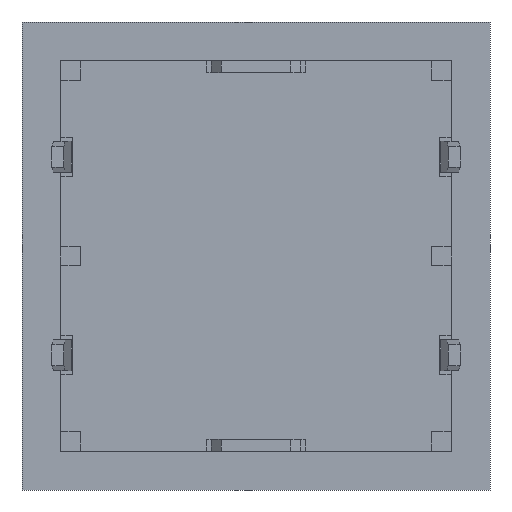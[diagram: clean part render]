
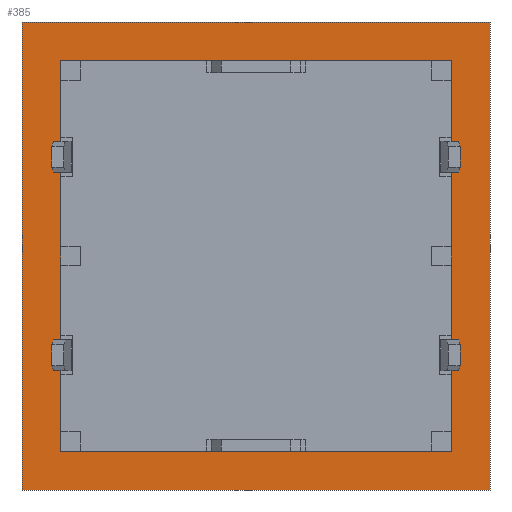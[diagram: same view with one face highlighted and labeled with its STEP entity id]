
A CAD part, front view. The second image highlights one B-rep face of the part: STEP entity #385.
In plain terms, the highlighted planar face has unit normal (0, -1, 0).
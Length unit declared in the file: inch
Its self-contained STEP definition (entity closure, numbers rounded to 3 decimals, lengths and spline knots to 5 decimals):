
#385 = ADVANCED_FACE( '', ( #613, #614 ), #615, .F. );
#613 = FACE_BOUND( '', #925, .T. );
#614 = FACE_OUTER_BOUND( '', #926, .T. );
#615 = PLANE( '', #927 );
#925 = EDGE_LOOP( '', ( #1683 ) );
#926 = EDGE_LOOP( '', ( #1684, #1685, #1686, #1687 ) );
#927 = AXIS2_PLACEMENT_3D( '', #1688, #1689, #1690 );
#1683 = ORIENTED_EDGE( '', *, *, #2588, .T. );
#1684 = ORIENTED_EDGE( '', *, *, #2595, .T. );
#1685 = ORIENTED_EDGE( '', *, *, #2596, .F. );
#1686 = ORIENTED_EDGE( '', *, *, #2597, .F. );
#1687 = ORIENTED_EDGE( '', *, *, #2598, .T. );
#1688 = CARTESIAN_POINT( '', ( 0.472, 0., 0. ) );
#1689 = DIRECTION( '', ( 0., 1., 0. ) );
#1690 = DIRECTION( '', ( 0., 0., 1. ) );
#2588 = EDGE_CURVE( '', #3143, #3143, #3144, .T. );
#2595 = EDGE_CURVE( '', #3153, #3154, #3155, .T. );
#2596 = EDGE_CURVE( '', #3156, #3154, #3157, .T. );
#2597 = EDGE_CURVE( '', #3158, #3156, #3159, .T. );
#2598 = EDGE_CURVE( '', #3158, #3153, #3160, .T. );
#3143 = VERTEX_POINT( '', #4104 );
#3144 = CIRCLE( '', #4105, 0.138 );
#3153 = VERTEX_POINT( '', #4120 );
#3154 = VERTEX_POINT( '', #4121 );
#3155 = LINE( '', #4122, #4123 );
#3156 = VERTEX_POINT( '', #4124 );
#3157 = LINE( '', #4125, #4126 );
#3158 = VERTEX_POINT( '', #4127 );
#3159 = LINE( '', #4128, #4129 );
#3160 = LINE( '', #4130, #4131 );
#4104 = CARTESIAN_POINT( '', ( 0.374, 0., -0.236 ) );
#4105 = AXIS2_PLACEMENT_3D( '', #4957, #4958, #4959 );
#4120 = CARTESIAN_POINT( '', ( 0., 0., 0. ) );
#4121 = CARTESIAN_POINT( '', ( 0., 0., -0.472 ) );
#4122 = CARTESIAN_POINT( '', ( 0., 0., 0. ) );
#4123 = VECTOR( '', #4966, 39.37008 );
#4124 = CARTESIAN_POINT( '', ( 0.472, 0., -0.472 ) );
#4125 = CARTESIAN_POINT( '', ( 0.472, 0., -0.472 ) );
#4126 = VECTOR( '', #4967, 39.37008 );
#4127 = CARTESIAN_POINT( '', ( 0.472, 0., 0. ) );
#4128 = CARTESIAN_POINT( '', ( 0.472, 0., 0. ) );
#4129 = VECTOR( '', #4968, 39.37008 );
#4130 = CARTESIAN_POINT( '', ( 0.472, 0., 0. ) );
#4131 = VECTOR( '', #4969, 39.37008 );
#4957 = CARTESIAN_POINT( '', ( 0.236, 0., -0.236 ) );
#4958 = DIRECTION( '', ( 0., 1., 0. ) );
#4959 = DIRECTION( '', ( 1., 0., 0. ) );
#4966 = DIRECTION( '', ( 0., 0., -1. ) );
#4967 = DIRECTION( '', ( -1., 0., 0. ) );
#4968 = DIRECTION( '', ( 0., 0., -1. ) );
#4969 = DIRECTION( '', ( -1., 0., 0. ) );
